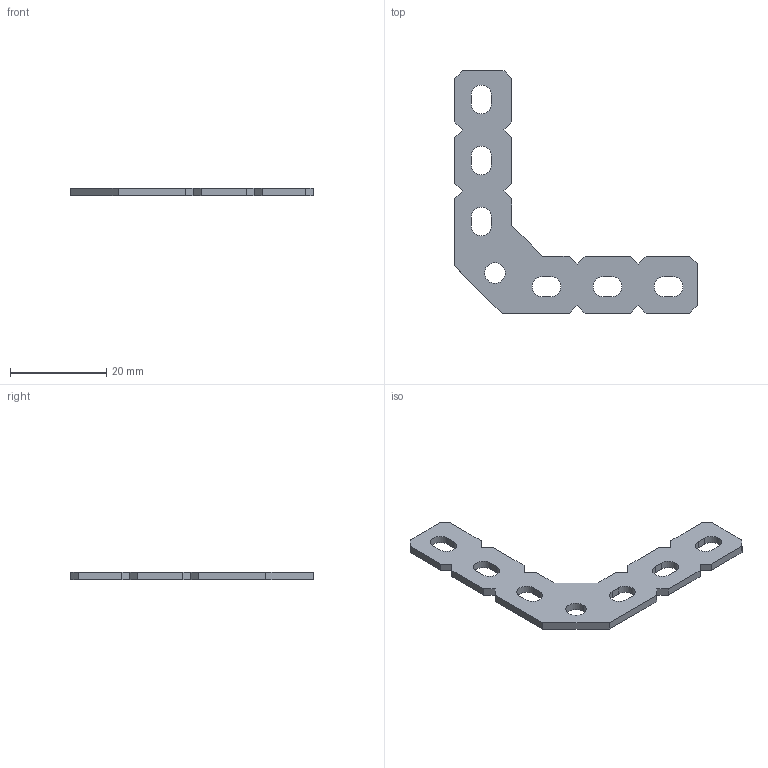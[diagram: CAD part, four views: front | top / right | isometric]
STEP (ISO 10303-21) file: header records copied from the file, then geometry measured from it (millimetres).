
FILE_DESCRIPTION (( 'STEP AP214' ), '1' );
FILE_NAME ('276-2577-002 Rev1.STEP', '2015-09-23T21:11:21', ( 'svradm' ), ( '' ), 'SwSTEP 2.0', 'SolidWorks 2015', '' );
FILE_SCHEMA (( 'AUTOMOTIVE_DESIGN' ));
Length unit declared in the file: inch
Products named in the file (1): 276-2577-002 Rev1
Bounding box: 50.5 x 50.5 x 1.57 mm (x, y, z)
Volume: 1357.4 mm3; surface area: 2217.4 mm2
Topology: 1 solids, 1 shells, 67 faces, 195 edges, 130 vertices
Faces by surface type: plane 50, cylinder 17
Entity records: 2271 total; most frequent: CARTESIAN_POINT 393, ORIENTED_EDGE 390, DIRECTION 365, EDGE_CURVE 195, LINE 161, VECTOR 161, VERTEX_POINT 130, AXIS2_PLACEMENT_3D 102
